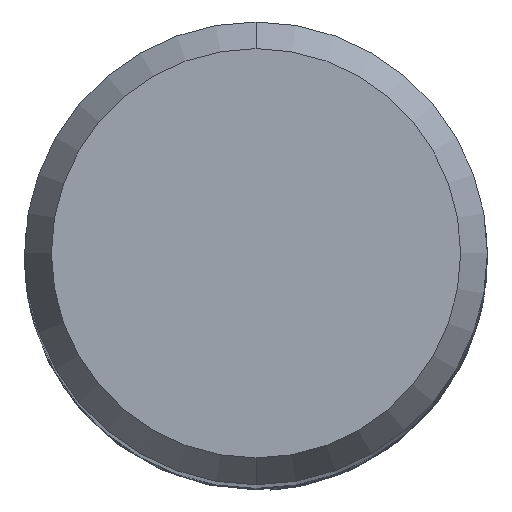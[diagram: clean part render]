
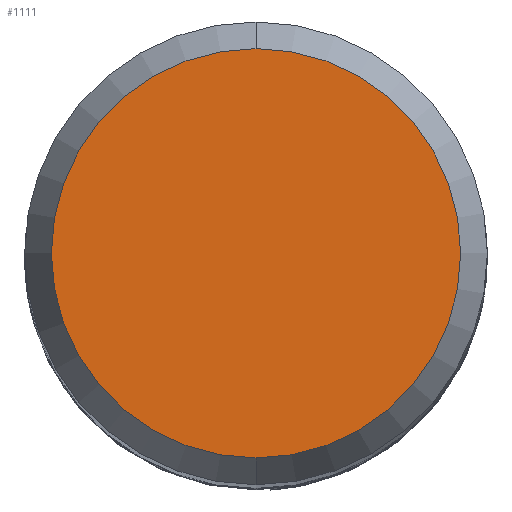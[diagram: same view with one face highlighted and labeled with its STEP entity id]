
A CAD part, top view. The second image highlights one B-rep face of the part: STEP entity #1111.
In plain terms, the highlighted planar face has unit normal (0, 0, 1).
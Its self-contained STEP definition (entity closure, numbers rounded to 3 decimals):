
#743=EDGE_CURVE('',#1433,#841,#1940,.T.);
#841=VERTEX_POINT('',#2046);
#1057=EDGE_CURVE('',#841,#1433,#2282,.T.);
#1111=ADVANCED_FACE('',(#2340),#2341,.T.);
#1433=VERTEX_POINT('',#2698);
#1940=CIRCLE('',#4259,4.423);
#2046=CARTESIAN_POINT('',(0.0,4.423,0.0));
#2282=CIRCLE('',#7842,4.423);
#2340=FACE_OUTER_BOUND('',#8162,.T.);
#2341=PLANE('',#8163);
#2698=CARTESIAN_POINT('',(0.,-4.423,0.0));
#4259=AXIS2_PLACEMENT_3D('',#16709,#16710,#16711);
#7842=AXIS2_PLACEMENT_3D('',#17029,#17030,#17031);
#8162=EDGE_LOOP('',(#17086,#17087));
#8163=AXIS2_PLACEMENT_3D('',#17088,#17089,#17090);
#16709=CARTESIAN_POINT('',(0.0,0.0,0.0));
#16710=DIRECTION('',(0.0,0.0,-1.0));
#16711=DIRECTION('',(0.0,1.0,0.0));
#17029=CARTESIAN_POINT('',(0.0,0.0,0.0));
#17030=DIRECTION('',(0.0,0.0,-1.0));
#17031=DIRECTION('',(0.0,1.0,0.0));
#17086=ORIENTED_EDGE('',*,*,#1057,.F.);
#17087=ORIENTED_EDGE('',*,*,#743,.F.);
#17088=CARTESIAN_POINT('',(0.0,2.211,0.0));
#17089=DIRECTION('',(-0.0,0.0,1.0));
#17090=DIRECTION('',(0.0,-1.0,0.0));
